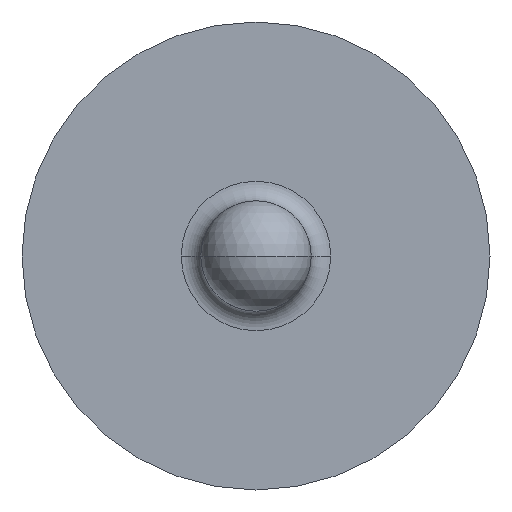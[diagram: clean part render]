
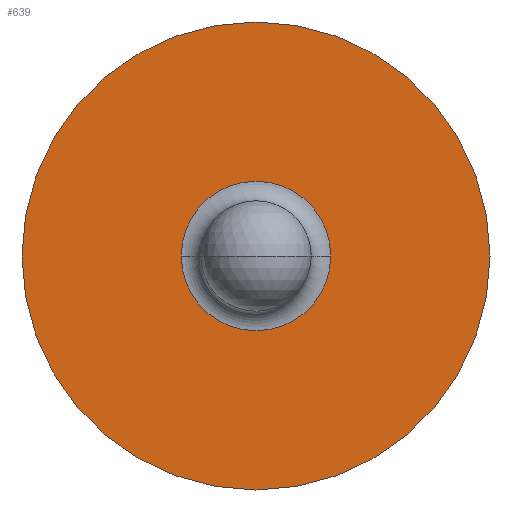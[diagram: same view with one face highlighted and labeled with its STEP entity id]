
A CAD part, left-side view. The second image highlights one B-rep face of the part: STEP entity #639.
In plain terms, the highlighted planar face has unit normal (-1, 0, 0).
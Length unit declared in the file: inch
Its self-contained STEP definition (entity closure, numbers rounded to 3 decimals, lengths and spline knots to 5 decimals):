
#14 = CIRCLE ( 'NONE', #99, 0.036 ) ;
#37 = DIRECTION ( 'NONE',  ( 0., 1., 0. ) ) ;
#62 = ORIENTED_EDGE ( 'NONE', *, *, #623, .T. ) ;
#69 = DIRECTION ( 'NONE',  ( -1., 0., 0. ) ) ;
#87 = DIRECTION ( 'NONE',  ( 1., 0., 0. ) ) ;
#99 = AXIS2_PLACEMENT_3D ( 'NONE', #445, #185, #247 ) ;
#104 = ORIENTED_EDGE ( 'NONE', *, *, #113, .F. ) ;
#110 = CIRCLE ( 'NONE', #490, 0.0115 ) ;
#113 = EDGE_CURVE ( 'NONE', #294, #485, #110, .T. ) ;
#132 = AXIS2_PLACEMENT_3D ( 'NONE', #607, #69, #383 ) ;
#137 = PLANE ( 'NONE',  #243 ) ;
#178 = DIRECTION ( 'NONE',  ( 0., -1., 0. ) ) ;
#185 = DIRECTION ( 'NONE',  ( -1., 0., 0. ) ) ;
#195 = FACE_BOUND ( 'NONE', #673, .T. ) ;
#211 = CARTESIAN_POINT ( 'NONE',  ( 0.069, 0.0115, 0. ) ) ;
#228 = EDGE_CURVE ( 'NONE', #485, #294, #615, .T. ) ;
#232 = VERTEX_POINT ( 'NONE', #249 ) ;
#243 = AXIS2_PLACEMENT_3D ( 'NONE', #606, #87, #37 ) ;
#247 = DIRECTION ( 'NONE',  ( 0., -1., 0. ) ) ;
#249 = CARTESIAN_POINT ( 'NONE',  ( 0.069, 0.036, 0. ) ) ;
#294 = VERTEX_POINT ( 'NONE', #211 ) ;
#315 = ORIENTED_EDGE ( 'NONE', *, *, #228, .F. ) ;
#334 = CARTESIAN_POINT ( 'NONE',  ( 0.069, -0.0115, 0. ) ) ;
#383 = DIRECTION ( 'NONE',  ( 0., -1., 0. ) ) ;
#395 = FACE_OUTER_BOUND ( 'NONE', #474, .T. ) ;
#399 = DIRECTION ( 'NONE',  ( 0., -1., 0. ) ) ;
#445 = CARTESIAN_POINT ( 'NONE',  ( 0.069, 0., 0. ) ) ;
#466 = EDGE_CURVE ( 'NONE', #232, #609, #568, .T. ) ;
#474 = EDGE_LOOP ( 'NONE', ( #62, #667 ) ) ;
#485 = VERTEX_POINT ( 'NONE', #334 ) ;
#490 = AXIS2_PLACEMENT_3D ( 'NONE', #599, #496, #178 ) ;
#496 = DIRECTION ( 'NONE',  ( -1., 0., 0. ) ) ;
#517 = CARTESIAN_POINT ( 'NONE',  ( 0.069, 0., 0. ) ) ;
#560 = DIRECTION ( 'NONE',  ( -1., 0., 0. ) ) ;
#568 = CIRCLE ( 'NONE', #132, 0.036 ) ;
#587 = AXIS2_PLACEMENT_3D ( 'NONE', #517, #560, #399 ) ;
#599 = CARTESIAN_POINT ( 'NONE',  ( 0.069, 0., 0. ) ) ;
#606 = CARTESIAN_POINT ( 'NONE',  ( 0.069, 0.036, 0. ) ) ;
#607 = CARTESIAN_POINT ( 'NONE',  ( 0.069, 0., 0. ) ) ;
#609 = VERTEX_POINT ( 'NONE', #610 ) ;
#610 = CARTESIAN_POINT ( 'NONE',  ( 0.069, -0.036, 0. ) ) ;
#615 = CIRCLE ( 'NONE', #587, 0.0115 ) ;
#623 = EDGE_CURVE ( 'NONE', #609, #232, #14, .T. ) ;
#639 = ADVANCED_FACE ( 'NONE', ( #195, #395 ), #137, .F. ) ;
#667 = ORIENTED_EDGE ( 'NONE', *, *, #466, .T. ) ;
#673 = EDGE_LOOP ( 'NONE', ( #315, #104 ) ) ;
